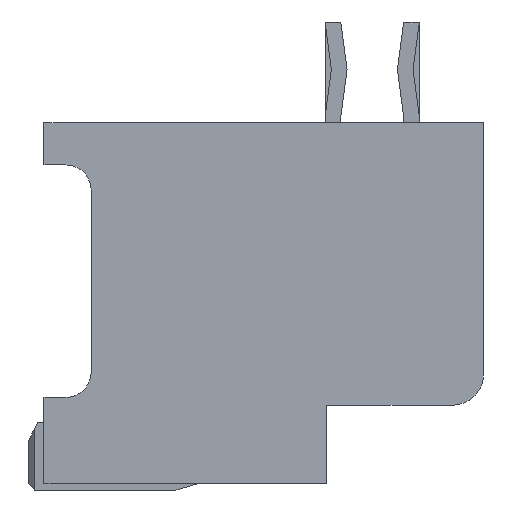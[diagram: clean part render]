
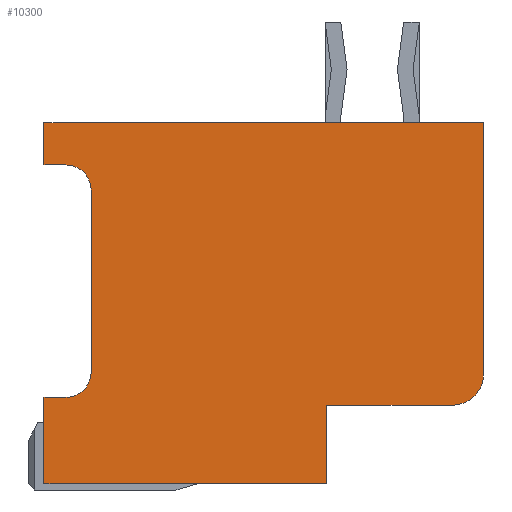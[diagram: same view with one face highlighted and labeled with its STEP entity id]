
A CAD part, left-side view. The second image highlights one B-rep face of the part: STEP entity #10300.
In plain terms, the highlighted planar face has unit normal (-1, 0, 0).
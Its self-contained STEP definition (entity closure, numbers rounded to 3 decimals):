
#1=DIRECTION('',(0.,-1.,0.));
#2=VECTOR('',#1,14.);
#3=CARTESIAN_POINT('',(-15.7,7.,5.05));
#4=LINE('',#3,#2);
#5=DIRECTION('',(0.,0.,-1.));
#6=VECTOR('',#5,8.);
#7=CARTESIAN_POINT('',(-15.7,-7.,5.05));
#8=LINE('',#7,#6);
#9=CARTESIAN_POINT('',(-15.7,-6.,-2.95));
#10=DIRECTION('',(1.,0.,0.));
#11=DIRECTION('',(0.,-1.,0.));
#12=AXIS2_PLACEMENT_3D('',#9,#10,#11);
#14=DIRECTION('',(0.,1.,0.));
#15=VECTOR('',#14,4.);
#16=CARTESIAN_POINT('',(-15.7,-6.,-3.95));
#17=LINE('',#16,#15);
#18=DIRECTION('',(0.,0.,-1.));
#19=VECTOR('',#18,2.5);
#20=CARTESIAN_POINT('',(-15.7,-2.,-3.95));
#21=LINE('',#20,#19);
#22=DIRECTION('',(0.,1.,0.));
#23=VECTOR('',#22,9.);
#24=CARTESIAN_POINT('',(-15.7,-2.,-6.45));
#25=LINE('',#24,#23);
#26=DIRECTION('',(0.,0.,1.));
#27=VECTOR('',#26,2.75);
#28=CARTESIAN_POINT('',(-15.7,7.,-6.45));
#29=LINE('',#28,#27);
#30=DIRECTION('',(0.,-1.,0.));
#31=VECTOR('',#30,0.7);
#32=CARTESIAN_POINT('',(-15.7,7.,-3.7));
#33=LINE('',#32,#31);
#34=CARTESIAN_POINT('',(-15.7,6.3,-2.9));
#35=DIRECTION('',(-1.,0.,0.));
#36=DIRECTION('',(0.,0.,-1.));
#37=AXIS2_PLACEMENT_3D('',#34,#35,#36);
#39=DIRECTION('',(0.,0.,1.));
#40=VECTOR('',#39,5.8);
#41=CARTESIAN_POINT('',(-15.7,5.5,-2.9));
#42=LINE('',#41,#40);
#43=CARTESIAN_POINT('',(-15.7,6.3,2.9));
#44=DIRECTION('',(-1.,0.,0.));
#45=DIRECTION('',(0.,-1.,0.));
#46=AXIS2_PLACEMENT_3D('',#43,#44,#45);
#48=DIRECTION('',(0.,1.,0.));
#49=VECTOR('',#48,0.7);
#50=CARTESIAN_POINT('',(-15.7,6.3,3.7));
#51=LINE('',#50,#49);
#52=DIRECTION('',(0.,0.,1.));
#53=VECTOR('',#52,1.35);
#54=CARTESIAN_POINT('',(-15.7,7.,3.7));
#55=LINE('',#54,#53);
#7751=CARTESIAN_POINT('',(-15.7,7.,5.05));
#7752=CARTESIAN_POINT('',(-15.7,-7.,5.05));
#7753=VERTEX_POINT('',#7751);
#7754=VERTEX_POINT('',#7752);
#7755=CARTESIAN_POINT('',(-15.7,-7.,-2.95));
#7756=VERTEX_POINT('',#7755);
#7757=CARTESIAN_POINT('',(-15.7,-6.,-3.95));
#7758=VERTEX_POINT('',#7757);
#7759=CARTESIAN_POINT('',(-15.7,-2.,-3.95));
#7760=VERTEX_POINT('',#7759);
#7761=CARTESIAN_POINT('',(-15.7,-2.,-6.45));
#7762=VERTEX_POINT('',#7761);
#7763=CARTESIAN_POINT('',(-15.7,7.,-6.45));
#7764=VERTEX_POINT('',#7763);
#7765=CARTESIAN_POINT('',(-15.7,7.,-3.7));
#7766=VERTEX_POINT('',#7765);
#7781=CARTESIAN_POINT('',(-15.7,6.3,-3.7));
#7782=VERTEX_POINT('',#7781);
#7783=CARTESIAN_POINT('',(-15.7,5.5,-2.9));
#7784=VERTEX_POINT('',#7783);
#7785=CARTESIAN_POINT('',(-15.7,5.5,2.9));
#7786=VERTEX_POINT('',#7785);
#7787=CARTESIAN_POINT('',(-15.7,6.3,3.7));
#7788=VERTEX_POINT('',#7787);
#7789=CARTESIAN_POINT('',(-15.7,7.,3.7));
#7790=VERTEX_POINT('',#7789);
#10267=CARTESIAN_POINT('',(-15.7,0.,0.));
#10268=DIRECTION('',(1.,0.,0.));
#10269=DIRECTION('',(0.,0.,-1.));
#10270=AXIS2_PLACEMENT_3D('',#10267,#10268,#10269);
#10271=PLANE('',#10270);
#10273=ORIENTED_EDGE('',*,*,#10272,.T.);
#10275=ORIENTED_EDGE('',*,*,#10274,.T.);
#10277=ORIENTED_EDGE('',*,*,#10276,.T.);
#10279=ORIENTED_EDGE('',*,*,#10278,.T.);
#10281=ORIENTED_EDGE('',*,*,#10280,.T.);
#10283=ORIENTED_EDGE('',*,*,#10282,.T.);
#10285=ORIENTED_EDGE('',*,*,#10284,.T.);
#10287=ORIENTED_EDGE('',*,*,#10286,.T.);
#10289=ORIENTED_EDGE('',*,*,#10288,.T.);
#10291=ORIENTED_EDGE('',*,*,#10290,.T.);
#10293=ORIENTED_EDGE('',*,*,#10292,.T.);
#10295=ORIENTED_EDGE('',*,*,#10294,.T.);
#10297=ORIENTED_EDGE('',*,*,#10296,.T.);
#10298=EDGE_LOOP('',(#10273,#10275,#10277,#10279,#10281,#10283,#10285,#10287,
#10289,#10291,#10293,#10295,#10297));
#10299=FACE_OUTER_BOUND('',#10298,.F.);
#10300=ADVANCED_FACE('',(#10299),#10271,.F.);
#13=CIRCLE('',#12,1.);
#38=CIRCLE('',#37,0.8);
#47=CIRCLE('',#46,0.8);
#10272=EDGE_CURVE('',#7753,#7754,#4,.T.);
#10274=EDGE_CURVE('',#7754,#7756,#8,.T.);
#10276=EDGE_CURVE('',#7756,#7758,#13,.T.);
#10278=EDGE_CURVE('',#7758,#7760,#17,.T.);
#10280=EDGE_CURVE('',#7760,#7762,#21,.T.);
#10282=EDGE_CURVE('',#7762,#7764,#25,.T.);
#10284=EDGE_CURVE('',#7764,#7766,#29,.T.);
#10286=EDGE_CURVE('',#7766,#7782,#33,.T.);
#10288=EDGE_CURVE('',#7782,#7784,#38,.T.);
#10290=EDGE_CURVE('',#7784,#7786,#42,.T.);
#10292=EDGE_CURVE('',#7786,#7788,#47,.T.);
#10294=EDGE_CURVE('',#7788,#7790,#51,.T.);
#10296=EDGE_CURVE('',#7790,#7753,#55,.T.);
